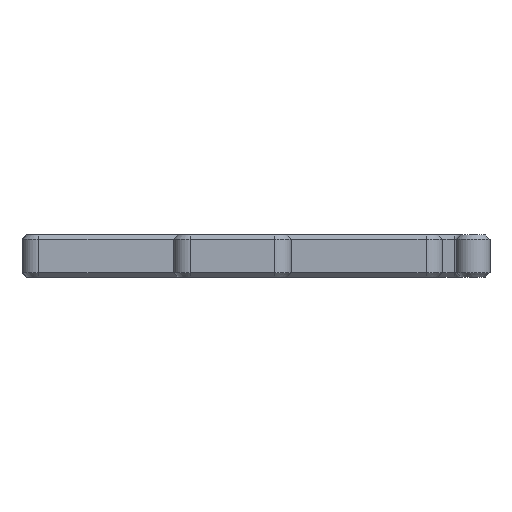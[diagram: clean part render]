
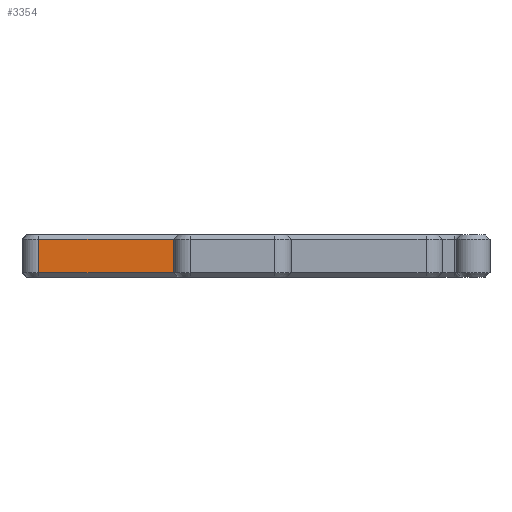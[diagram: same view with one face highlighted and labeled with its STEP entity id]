
A CAD part, left-side view. The second image highlights one B-rep face of the part: STEP entity #3354.
In plain terms, the highlighted planar face has unit normal (-1, 0, 0).
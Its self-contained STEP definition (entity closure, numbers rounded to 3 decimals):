
#133=PLANE('',#3701);
#414=FACE_OUTER_BOUND('',#631,.T.);
#631=EDGE_LOOP('',(#2793,#2794,#2795,#2796));
#954=LINE('',#5494,#1308);
#982=LINE('',#5569,#1336);
#983=LINE('',#5573,#1337);
#984=LINE('',#5574,#1338);
#1308=VECTOR('',#4394,10.);
#1336=VECTOR('',#4480,10.);
#1337=VECTOR('',#4485,10.);
#1338=VECTOR('',#4486,10.);
#1715=VERTEX_POINT('',#5492);
#1716=VERTEX_POINT('',#5493);
#1734=VERTEX_POINT('',#5568);
#1735=VERTEX_POINT('',#5572);
#2081=EDGE_CURVE('',#1715,#1716,#954,.T.);
#2119=EDGE_CURVE('',#1716,#1734,#982,.T.);
#2121=EDGE_CURVE('',#1715,#1735,#983,.T.);
#2122=EDGE_CURVE('',#1734,#1735,#984,.T.);
#2793=ORIENTED_EDGE('',*,*,#2081,.F.);
#2794=ORIENTED_EDGE('',*,*,#2121,.T.);
#2795=ORIENTED_EDGE('',*,*,#2122,.F.);
#2796=ORIENTED_EDGE('',*,*,#2119,.F.);
#3354=ADVANCED_FACE('',(#414),#133,.T.);
#3701=AXIS2_PLACEMENT_3D('',#5571,#4483,#4484);
#4394=DIRECTION('',(0.,1.,0.));
#4480=DIRECTION('',(0.,0.,1.));
#4483=DIRECTION('center_axis',(-1.,0.,0.));
#4484=DIRECTION('ref_axis',(0.,-1.,0.));
#4485=DIRECTION('',(0.,0.,1.));
#4486=DIRECTION('',(0.,-1.,0.));
#5492=CARTESIAN_POINT('',(-25.,5.,0.5));
#5493=CARTESIAN_POINT('',(-25.,23.,0.5));
#5494=CARTESIAN_POINT('',(-25.,-6.25,0.5));
#5568=CARTESIAN_POINT('',(-25.,23.,4.5));
#5569=CARTESIAN_POINT('',(-25.,23.,0.));
#5571=CARTESIAN_POINT('Origin',(-25.,0.,0.));
#5572=CARTESIAN_POINT('',(-25.,5.,4.5));
#5573=CARTESIAN_POINT('',(-25.,5.,2.5));
#5574=CARTESIAN_POINT('',(-25.,-6.25,4.5));
